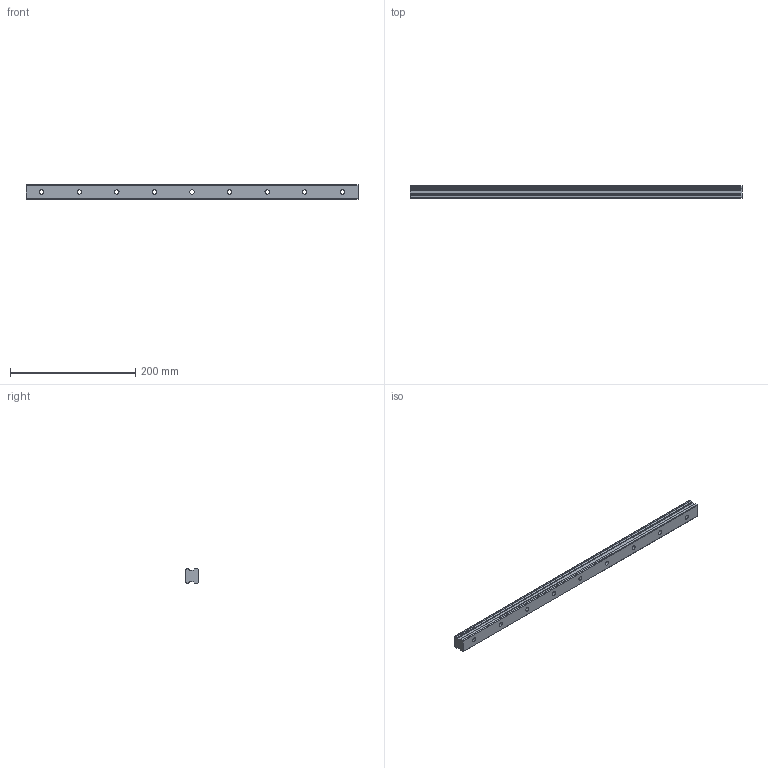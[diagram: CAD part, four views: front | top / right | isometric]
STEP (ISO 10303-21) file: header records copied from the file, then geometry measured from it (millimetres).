
FILE_DESCRIPTION (( 'STEP AP214' ), '1' );
FILE_NAME ('SHS25C1SS-530L_G25_0_B-M6F_219_0_0_0_1.STEP', '2021-06-18T10:25:22', ( '' ), ( '' ), 'SwSTEP 2.0', 'SolidWorks 2021', '' );
FILE_SCHEMA (( 'AUTOMOTIVE_DESIGN' ));
Length unit declared in the file: millimetre
Products named in the file (2): _SHS25C53025 Track; SHS25C1SS-530L_G25_0_B-M6F_219_0_0_0_1
Assembly tree (1 placements, depth 2):
  SHS25C1SS-530L_G25_0_B-M6F_219_0_0_0_1
    _SHS25C53025 Track
Bounding box: 530 x 20 x 23 mm (x, y, z)
Volume: 205325.6 mm3; surface area: 51254.1 mm2
Topology: 1 solids, 1 shells, 87 faces, 228 edges, 152 vertices
Faces by surface type: cylinder 62, plane 25
Entity records: 2848 total; most frequent: DIRECTION 534, CARTESIAN_POINT 471, ORIENTED_EDGE 456, EDGE_CURVE 228, AXIS2_PLACEMENT_3D 215, VERTEX_POINT 152, CIRCLE 124, EDGE_LOOP 114
